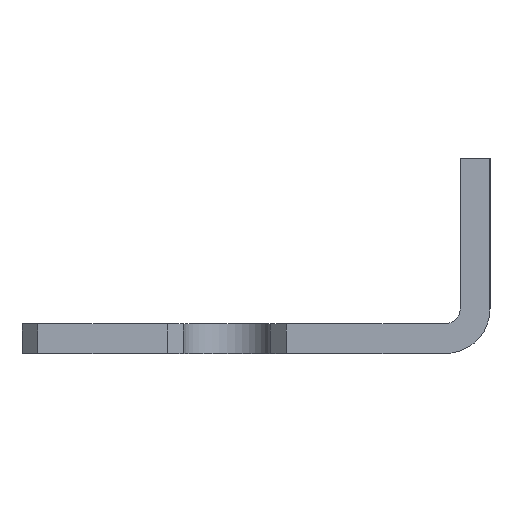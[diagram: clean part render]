
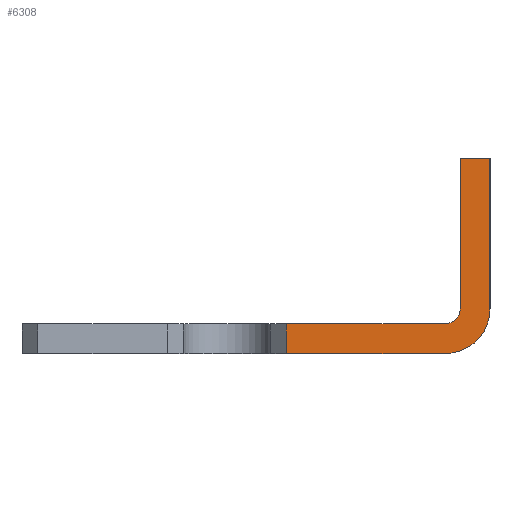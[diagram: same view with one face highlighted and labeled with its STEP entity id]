
A CAD part, left-side view. The second image highlights one B-rep face of the part: STEP entity #6308.
In plain terms, the highlighted planar face has unit normal (-1, 0, 0).
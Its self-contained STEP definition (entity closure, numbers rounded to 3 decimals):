
#21=PLANE('',#6717);
#256=LINE('',#9401,#756);
#257=LINE('',#9404,#757);
#258=LINE('',#9406,#758);
#259=LINE('',#9410,#759);
#260=LINE('',#9412,#760);
#261=LINE('',#9414,#761);
#756=VECTOR('',#7533,1000.);
#757=VECTOR('',#7534,1000.);
#758=VECTOR('',#7535,1000.);
#759=VECTOR('',#7538,1000.);
#760=VECTOR('',#7539,1000.);
#761=VECTOR('',#7540,1000.);
#1312=ORIENTED_EDGE('',*,*,#2968,.F.);
#1313=ORIENTED_EDGE('',*,*,#2969,.T.);
#1314=ORIENTED_EDGE('',*,*,#2970,.T.);
#1315=ORIENTED_EDGE('',*,*,#2971,.T.);
#1316=ORIENTED_EDGE('',*,*,#2972,.F.);
#1317=ORIENTED_EDGE('',*,*,#2973,.T.);
#1318=ORIENTED_EDGE('',*,*,#2974,.T.);
#1319=ORIENTED_EDGE('',*,*,#2975,.F.);
#2968=EDGE_CURVE('',#3796,#3797,#256,.T.);
#2969=EDGE_CURVE('',#3796,#3798,#257,.T.);
#2970=EDGE_CURVE('',#3798,#3799,#258,.T.);
#2971=EDGE_CURVE('',#3799,#3800,#4360,.T.);
#2972=EDGE_CURVE('',#3801,#3800,#259,.T.);
#2973=EDGE_CURVE('',#3801,#3802,#260,.T.);
#2974=EDGE_CURVE('',#3802,#3803,#261,.T.);
#2975=EDGE_CURVE('',#3797,#3803,#4361,.T.);
#3796=VERTEX_POINT('',#9402);
#3797=VERTEX_POINT('',#9403);
#3798=VERTEX_POINT('',#9405);
#3799=VERTEX_POINT('',#9407);
#3800=VERTEX_POINT('',#9409);
#3801=VERTEX_POINT('',#9411);
#3802=VERTEX_POINT('',#9413);
#3803=VERTEX_POINT('',#9415);
#4360=CIRCLE('',#6718,3.632);
#4361=CIRCLE('',#6719,1.219);
#4660=EDGE_LOOP('',(#1312,#1313,#1314,#1315,#1316,#1317,#1318,#1319));
#5402=FACE_BOUND('',#4660,.T.);
#6308=ADVANCED_FACE('',(#5402),#21,.F.);
#6717=AXIS2_PLACEMENT_3D('',#9400,#7531,#7532);
#6718=AXIS2_PLACEMENT_3D('',#9408,#7536,#7537);
#6719=AXIS2_PLACEMENT_3D('',#9416,#7541,#7542);
#7531=DIRECTION('',(1.,0.,0.));
#7532=DIRECTION('',(0.,0.,-1.));
#7533=DIRECTION('',(0.,-1.,0.));
#7534=DIRECTION('',(0.,0.,-1.));
#7535=DIRECTION('',(0.,-1.,0.));
#7536=DIRECTION('',(-1.,0.,0.));
#7537=DIRECTION('',(0.,0.,1.));
#7538=DIRECTION('',(0.,0.,-1.));
#7539=DIRECTION('',(0.,1.,0.));
#7540=DIRECTION('',(0.,0.,-1.));
#7541=DIRECTION('',(-1.,0.,0.));
#7542=DIRECTION('',(0.,-1.,0.));
#9400=CARTESIAN_POINT('',(-600.075,19.05,2.413));
#9401=CARTESIAN_POINT('',(-600.075,19.05,2.413));
#9402=CARTESIAN_POINT('',(-600.075,-2.477,2.413));
#9403=CARTESIAN_POINT('',(-600.075,-15.418,2.413));
#9404=CARTESIAN_POINT('',(-600.075,-2.477,2.413));
#9405=CARTESIAN_POINT('',(-600.075,-2.477,0.));
#9406=CARTESIAN_POINT('',(-600.075,19.05,0.));
#9407=CARTESIAN_POINT('',(-600.075,-15.418,0.));
#9408=CARTESIAN_POINT('',(-600.075,-15.418,3.632));
#9409=CARTESIAN_POINT('',(-600.075,-19.05,3.632));
#9410=CARTESIAN_POINT('',(-600.075,-19.05,2.171));
#9411=CARTESIAN_POINT('',(-600.075,-19.05,15.875));
#9412=CARTESIAN_POINT('',(-600.075,-19.05,15.875));
#9413=CARTESIAN_POINT('',(-600.075,-16.637,15.875));
#9414=CARTESIAN_POINT('',(-600.075,-16.637,2.171));
#9415=CARTESIAN_POINT('',(-600.075,-16.637,3.632));
#9416=CARTESIAN_POINT('',(-600.075,-15.418,3.632));
